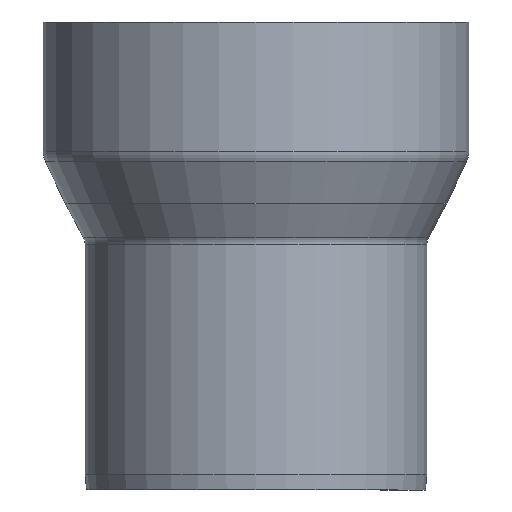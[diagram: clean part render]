
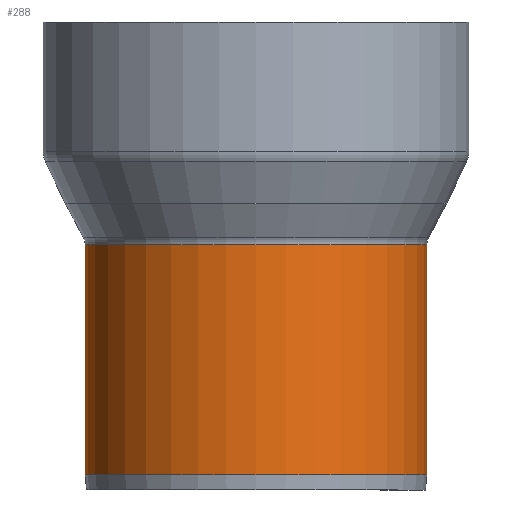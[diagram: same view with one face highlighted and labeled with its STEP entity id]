
A CAD part, front view. The second image highlights one B-rep face of the part: STEP entity #288.
In plain terms, the highlighted cylindrical face has radius 1095 mm (diameter 2190 mm), a full revolution.
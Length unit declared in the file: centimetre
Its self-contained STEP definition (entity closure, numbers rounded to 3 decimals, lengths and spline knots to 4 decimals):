
#40=FACE_OUTER_BOUND('',#58,.T.);
#58=EDGE_LOOP('',(#225,#226,#227,#228,#229));
#76=LINE('',#499,#88);
#88=VECTOR('',#399,109.5);
#107=CIRCLE('',#320,109.5);
#108=CIRCLE('',#321,109.5);
#109=CIRCLE('',#323,109.5);
#135=VERTEX_POINT('',#491);
#136=VERTEX_POINT('',#493);
#137=VERTEX_POINT('',#497);
#167=EDGE_CURVE('',#136,#135,#107,.T.);
#168=EDGE_CURVE('',#135,#136,#108,.T.);
#169=EDGE_CURVE('',#137,#137,#109,.T.);
#170=EDGE_CURVE('',#137,#136,#76,.T.);
#225=ORIENTED_EDGE('',*,*,#169,.F.);
#226=ORIENTED_EDGE('',*,*,#170,.T.);
#227=ORIENTED_EDGE('',*,*,#167,.T.);
#228=ORIENTED_EDGE('',*,*,#168,.T.);
#229=ORIENTED_EDGE('',*,*,#170,.F.);
#279=CYLINDRICAL_SURFACE('',#322,109.5);
#288=ADVANCED_FACE('',(#40),#279,.T.);
#320=AXIS2_PLACEMENT_3D('',#494,#391,#392);
#321=AXIS2_PLACEMENT_3D('',#495,#393,#394);
#322=AXIS2_PLACEMENT_3D('',#496,#395,#396);
#323=AXIS2_PLACEMENT_3D('',#498,#397,#398);
#391=DIRECTION('center_axis',(0.,0.,
-1.));
#392=DIRECTION('ref_axis',(1.,0.,0.));
#393=DIRECTION('center_axis',(0.,0.,
-1.));
#394=DIRECTION('ref_axis',(1.,0.,0.));
#395=DIRECTION('center_axis',(0.,0.,
-1.));
#396=DIRECTION('ref_axis',(1.,0.,0.));
#397=DIRECTION('center_axis',(0.,0.,
-1.));
#398=DIRECTION('ref_axis',(1.,0.,0.));
#399=DIRECTION('',(0.,0.,1.));
#491=CARTESIAN_POINT('',(0.,-109.5,157.153));
#493=CARTESIAN_POINT('',(-109.5,0.,157.153));
#494=CARTESIAN_POINT('Origin',(0.,0.,
157.153));
#495=CARTESIAN_POINT('Origin',(0.,0.,
157.153));
#496=CARTESIAN_POINT('Origin',(0.,0.,
83.5132));
#497=CARTESIAN_POINT('',(-109.5,0.,9.8734));
#498=CARTESIAN_POINT('Origin',(0.,0.,9.8734));
#499=CARTESIAN_POINT('',(-109.5,0.,83.5132));
